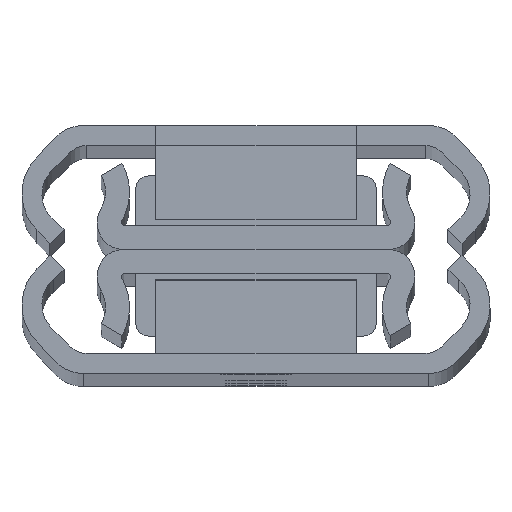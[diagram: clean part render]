
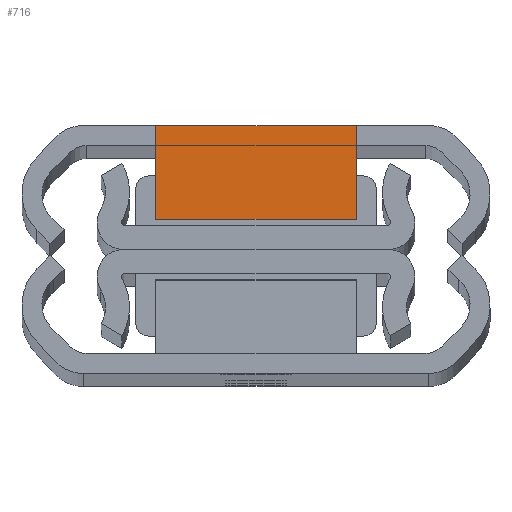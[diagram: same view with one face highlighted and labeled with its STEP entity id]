
A CAD part, top view. The second image highlights one B-rep face of the part: STEP entity #716.
In plain terms, the highlighted face is planar.
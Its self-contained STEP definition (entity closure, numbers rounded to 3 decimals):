
#275 = CARTESIAN_POINT ( 'NONE',  ( -7.5, -8.28, -274.9 ) ) ;
#278 = DIRECTION ( 'NONE',  ( 0., 1., 0. ) ) ;
#281 = CARTESIAN_POINT ( 'NONE',  ( -7.5, -2.78, -274.9 ) ) ;
#282 = DIRECTION ( 'NONE',  ( 1., 0., 0. ) ) ;
#289 = CARTESIAN_POINT ( 'NONE',  ( -7.5, -9.78, -274.9 ) ) ;
#290 = CARTESIAN_POINT ( 'NONE',  ( 7.5, -9.78, -274.9 ) ) ;
#291 = DIRECTION ( 'NONE',  ( 0., 1., 0. ) ) ;
#296 = DIRECTION ( 'NONE',  ( 0., 1., 0. ) ) ;
#297 = CARTESIAN_POINT ( 'NONE',  ( 7.5, -2.78, -274.9 ) ) ;
#298 = DIRECTION ( 'NONE',  ( 0., -1., 0. ) ) ;
#312 = CARTESIAN_POINT ( 'NONE',  ( -7.5, -9.78, -274.9 ) ) ;
#322 = CARTESIAN_POINT ( 'NONE',  ( 7.5, -9.78, -274.9 ) ) ;
#576 = VERTEX_POINT ( 'NONE', #866 ) ;
#607 = VERTEX_POINT ( 'NONE', #877 ) ;
#656 = VERTEX_POINT ( 'NONE', #895 ) ;
#716 = ADVANCED_FACE ( 'NONE', ( #2504 ), #1018, .F. ) ;
#792 = VERTEX_POINT ( 'NONE', #1261 ) ;
#866 = CARTESIAN_POINT ( 'NONE',  ( -7.5, -2.78, -274.9 ) ) ;
#877 = CARTESIAN_POINT ( 'NONE',  ( -7.5, -8.28, -274.9 ) ) ;
#895 = CARTESIAN_POINT ( 'NONE',  ( 7.5, -2.78, -274.9 ) ) ;
#1018 = PLANE ( 'NONE',  #2297 ) ;
#1021 = CARTESIAN_POINT ( 'NONE',  ( 7.5, -9.78, -274.9 ) ) ;
#1027 = DIRECTION ( 'NONE',  ( 0., 0., 1. ) ) ;
#1028 = DIRECTION ( 'NONE',  ( 1., 0., 0. ) ) ;
#1261 = CARTESIAN_POINT ( 'NONE',  ( 7.5, -8.28, -274.9 ) ) ;
#1407 = CARTESIAN_POINT ( 'NONE',  ( 7.5, -9.78, -274.9 ) ) ;
#1408 = DIRECTION ( 'NONE',  ( 1., 0., 0. ) ) ;
#1883 = EDGE_LOOP ( 'NONE', ( #1943, #1944, #1914, #1945, #1946, #1947 ) ) ;
#1914 = ORIENTED_EDGE ( 'NONE', *, *, #2175, .T. ) ;
#1943 = ORIENTED_EDGE ( 'NONE', *, *, #2181, .T. ) ;
#1944 = ORIENTED_EDGE ( 'NONE', *, *, #2173, .T. ) ;
#1945 = ORIENTED_EDGE ( 'NONE', *, *, #2182, .T. ) ;
#1946 = ORIENTED_EDGE ( 'NONE', *, *, #2179, .F. ) ;
#1947 = ORIENTED_EDGE ( 'NONE', *, *, #2044, .F. ) ;
#2044 = EDGE_CURVE ( 'NONE', #2195, #2206, #2707, .T. ) ;
#2173 = EDGE_CURVE ( 'NONE', #607, #576, #2909, .T. ) ;
#2175 = EDGE_CURVE ( 'NONE', #576, #656, #2926, .T. ) ;
#2179 = EDGE_CURVE ( 'NONE', #2206, #792, #2932, .T. ) ;
#2181 = EDGE_CURVE ( 'NONE', #2195, #607, #2936, .T. ) ;
#2182 = EDGE_CURVE ( 'NONE', #656, #792, #2938, .T. ) ;
#2195 = VERTEX_POINT ( 'NONE', #312 ) ;
#2206 = VERTEX_POINT ( 'NONE', #322 ) ;
#2297 = AXIS2_PLACEMENT_3D ( 'NONE', #1021, #1027, #1028 ) ;
#2504 = FACE_OUTER_BOUND ( 'NONE', #1883, .T. ) ;
#2707 = LINE ( 'NONE', #1407, #2708 ) ;
#2708 = VECTOR ( 'NONE', #1408, 1000. ) ;
#2909 = LINE ( 'NONE', #275, #2923 ) ;
#2923 = VECTOR ( 'NONE', #278, 1000. ) ;
#2926 = LINE ( 'NONE', #281, #2927 ) ;
#2927 = VECTOR ( 'NONE', #282, 1000. ) ;
#2928 = VECTOR ( 'NONE', #296, 1000. ) ;
#2932 = LINE ( 'NONE', #290, #2933 ) ;
#2933 = VECTOR ( 'NONE', #291, 1000. ) ;
#2936 = LINE ( 'NONE', #289, #2928 ) ;
#2938 = LINE ( 'NONE', #297, #2939 ) ;
#2939 = VECTOR ( 'NONE', #298, 1000. ) ;
